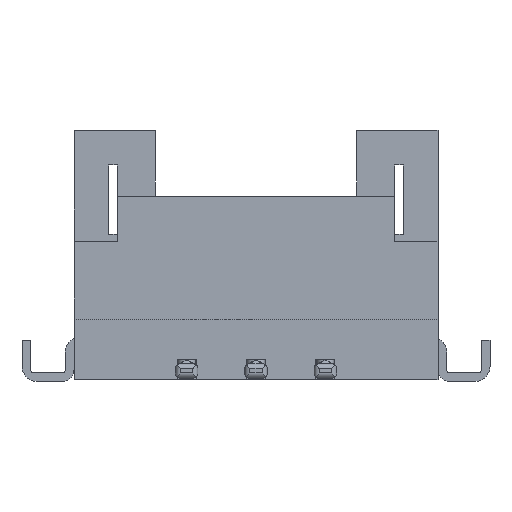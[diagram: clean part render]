
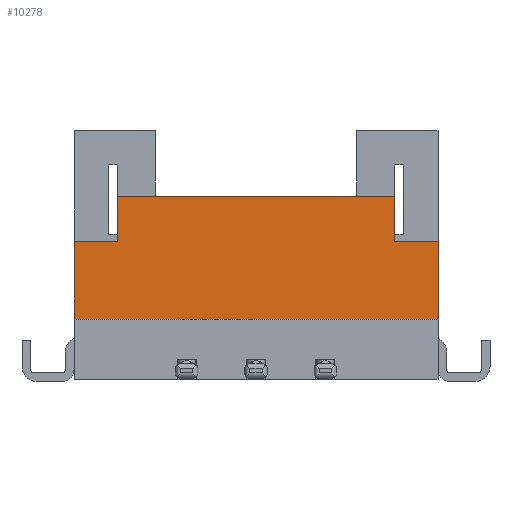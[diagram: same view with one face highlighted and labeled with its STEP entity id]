
A CAD part, front view. The second image highlights one B-rep face of the part: STEP entity #10278.
In plain terms, the highlighted planar face has unit normal (0, -1, 0).
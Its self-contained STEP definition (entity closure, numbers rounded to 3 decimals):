
#6592 = PLANE('',#6593);
#6593 = AXIS2_PLACEMENT_3D('',#6594,#6595,#6596);
#6594 = CARTESIAN_POINT('',(-5.25,-3.1,5.3));
#6595 = DIRECTION('',(1.,0.,0.));
#6596 = DIRECTION('',(0.,1.,0.));
#6930 = PLANE('',#6931);
#6931 = AXIS2_PLACEMENT_3D('',#6932,#6933,#6934);
#6932 = CARTESIAN_POINT('',(5.25,-3.1,5.3));
#6933 = DIRECTION('',(1.,0.,0.));
#6934 = DIRECTION('',(0.,1.,0.));
#7335 = PLANE('',#7336);
#7336 = AXIS2_PLACEMENT_3D('',#7337,#7338,#7339);
#7337 = CARTESIAN_POINT('',(-4.25,2.1,4.));
#7338 = DIRECTION('',(0.,0.,1.));
#7339 = DIRECTION('',(1.,0.,0.));
#7360 = VERTEX_POINT('',#7361);
#7361 = CARTESIAN_POINT('',(-5.25,-3.1,4.));
#7382 = EDGE_CURVE('',#7383,#7360,#7385,.T.);
#7383 = VERTEX_POINT('',#7384);
#7384 = CARTESIAN_POINT('',(-4.,-3.1,4.));
#7385 = SURFACE_CURVE('',#7386,(#7390,#7397),.PCURVE_S1.);
#7386 = LINE('',#7387,#7388);
#7387 = CARTESIAN_POINT('',(5.609,-3.1,4.));
#7388 = VECTOR('',#7389,1.);
#7389 = DIRECTION('',(-1.,-0.,0.));
#7390 = PCURVE('',#7335,#7391);
#7391 = DEFINITIONAL_REPRESENTATION('',(#7392),#7396);
#7392 = LINE('',#7393,#7394);
#7393 = CARTESIAN_POINT('',(9.859,-5.2));
#7394 = VECTOR('',#7395,1.);
#7395 = DIRECTION('',(-1.,-0.));
#7396 = ( GEOMETRIC_REPRESENTATION_CONTEXT(2) 
PARAMETRIC_REPRESENTATION_CONTEXT() REPRESENTATION_CONTEXT('2D SPACE',''
  ) );
#7397 = PCURVE('',#7398,#7403);
#7398 = PLANE('',#7399);
#7399 = AXIS2_PLACEMENT_3D('',#7400,#7401,#7402);
#7400 = CARTESIAN_POINT('',(-9.25,-3.1,5.3));
#7401 = DIRECTION('',(0.,-1.,0.));
#7402 = DIRECTION('',(1.,0.,0.));
#7403 = DEFINITIONAL_REPRESENTATION('',(#7404),#7408);
#7404 = LINE('',#7405,#7406);
#7405 = CARTESIAN_POINT('',(14.859,-1.3));
#7406 = VECTOR('',#7407,1.);
#7407 = DIRECTION('',(-1.,-0.));
#7408 = ( GEOMETRIC_REPRESENTATION_CONTEXT(2) 
PARAMETRIC_REPRESENTATION_CONTEXT() REPRESENTATION_CONTEXT('2D SPACE',''
  ) );
#7424 = PLANE('',#7425);
#7425 = AXIS2_PLACEMENT_3D('',#7426,#7427,#7428);
#7426 = CARTESIAN_POINT('',(-4.,3.72,4.2));
#7427 = DIRECTION('',(-1.,-0.,0.));
#7428 = DIRECTION('',(0.,0.,1.));
#7487 = VERTEX_POINT('',#7488);
#7488 = CARTESIAN_POINT('',(-5.25,-3.1,1.75));
#7502 = PLANE('',#7503);
#7503 = AXIS2_PLACEMENT_3D('',#7504,#7505,#7506);
#7504 = CARTESIAN_POINT('',(8.103,-2.464,1.75));
#7505 = DIRECTION('',(0.,0.,1.));
#7506 = DIRECTION('',(-1.,0.,-0.));
#7514 = EDGE_CURVE('',#7360,#7487,#7515,.T.);
#7515 = SURFACE_CURVE('',#7516,(#7520,#7527),.PCURVE_S1.);
#7516 = LINE('',#7517,#7518);
#7517 = CARTESIAN_POINT('',(-5.25,-3.1,5.3));
#7518 = VECTOR('',#7519,1.);
#7519 = DIRECTION('',(0.,0.,-1.));
#7520 = PCURVE('',#6592,#7521);
#7521 = DEFINITIONAL_REPRESENTATION('',(#7522),#7526);
#7522 = LINE('',#7523,#7524);
#7523 = CARTESIAN_POINT('',(0.,0.));
#7524 = VECTOR('',#7525,1.);
#7525 = DIRECTION('',(0.,-1.));
#7526 = ( GEOMETRIC_REPRESENTATION_CONTEXT(2) 
PARAMETRIC_REPRESENTATION_CONTEXT() REPRESENTATION_CONTEXT('2D SPACE',''
  ) );
#7527 = PCURVE('',#7398,#7528);
#7528 = DEFINITIONAL_REPRESENTATION('',(#7529),#7533);
#7529 = LINE('',#7530,#7531);
#7530 = CARTESIAN_POINT('',(4.,0.));
#7531 = VECTOR('',#7532,1.);
#7532 = DIRECTION('',(0.,-1.));
#7533 = ( GEOMETRIC_REPRESENTATION_CONTEXT(2) 
PARAMETRIC_REPRESENTATION_CONTEXT() REPRESENTATION_CONTEXT('2D SPACE',''
  ) );
#8498 = EDGE_CURVE('',#7487,#8499,#8501,.T.);
#8499 = VERTEX_POINT('',#8500);
#8500 = CARTESIAN_POINT('',(5.25,-3.1,1.75));
#8501 = SURFACE_CURVE('',#8502,(#8506,#8513),.PCURVE_S1.);
#8502 = LINE('',#8503,#8504);
#8503 = CARTESIAN_POINT('',(7.609,-3.1,1.75));
#8504 = VECTOR('',#8505,1.);
#8505 = DIRECTION('',(1.,0.,0.));
#8506 = PCURVE('',#7502,#8507);
#8507 = DEFINITIONAL_REPRESENTATION('',(#8508),#8512);
#8508 = LINE('',#8509,#8510);
#8509 = CARTESIAN_POINT('',(0.494,0.636));
#8510 = VECTOR('',#8511,1.);
#8511 = DIRECTION('',(-1.,0.));
#8512 = ( GEOMETRIC_REPRESENTATION_CONTEXT(2) 
PARAMETRIC_REPRESENTATION_CONTEXT() REPRESENTATION_CONTEXT('2D SPACE',''
  ) );
#8513 = PCURVE('',#7398,#8514);
#8514 = DEFINITIONAL_REPRESENTATION('',(#8515),#8519);
#8515 = LINE('',#8516,#8517);
#8516 = CARTESIAN_POINT('',(16.859,-3.55));
#8517 = VECTOR('',#8518,1.);
#8518 = DIRECTION('',(1.,0.));
#8519 = ( GEOMETRIC_REPRESENTATION_CONTEXT(2) 
PARAMETRIC_REPRESENTATION_CONTEXT() REPRESENTATION_CONTEXT('2D SPACE',''
  ) );
#8641 = EDGE_CURVE('',#8642,#7383,#8644,.T.);
#8642 = VERTEX_POINT('',#8643);
#8643 = CARTESIAN_POINT('',(-4.,-3.1,5.3));
#8644 = SURFACE_CURVE('',#8645,(#8649,#8656),.PCURVE_S1.);
#8645 = LINE('',#8646,#8647);
#8646 = CARTESIAN_POINT('',(-4.,-3.1,5.3));
#8647 = VECTOR('',#8648,1.);
#8648 = DIRECTION('',(0.,0.,-1.));
#8649 = PCURVE('',#7424,#8650);
#8650 = DEFINITIONAL_REPRESENTATION('',(#8651),#8655);
#8651 = LINE('',#8652,#8653);
#8652 = CARTESIAN_POINT('',(1.1,-6.82));
#8653 = VECTOR('',#8654,1.);
#8654 = DIRECTION('',(-1.,0.));
#8655 = ( GEOMETRIC_REPRESENTATION_CONTEXT(2) 
PARAMETRIC_REPRESENTATION_CONTEXT() REPRESENTATION_CONTEXT('2D SPACE',''
  ) );
#8656 = PCURVE('',#7398,#8657);
#8657 = DEFINITIONAL_REPRESENTATION('',(#8658),#8662);
#8658 = LINE('',#8659,#8660);
#8659 = CARTESIAN_POINT('',(5.25,0.));
#8660 = VECTOR('',#8661,1.);
#8661 = DIRECTION('',(0.,-1.));
#8662 = ( GEOMETRIC_REPRESENTATION_CONTEXT(2) 
PARAMETRIC_REPRESENTATION_CONTEXT() REPRESENTATION_CONTEXT('2D SPACE',''
  ) );
#8680 = PLANE('',#8681);
#8681 = AXIS2_PLACEMENT_3D('',#8682,#8683,#8684);
#8682 = CARTESIAN_POINT('',(11.6,-2.1,5.3));
#8683 = DIRECTION('',(0.,0.,1.));
#8684 = DIRECTION('',(-1.,0.,0.));
#10055 = PLANE('',#10056);
#10056 = AXIS2_PLACEMENT_3D('',#10057,#10058,#10059);
#10057 = CARTESIAN_POINT('',(4.,3.72,4.2));
#10058 = DIRECTION('',(-1.,-0.,0.));
#10059 = DIRECTION('',(0.,0.,1.));
#10278 = ADVANCED_FACE('',(#10279),#7398,.T.);
#10279 = FACE_BOUND('',#10280,.T.);
#10280 = EDGE_LOOP('',(#10281,#10304,#10305,#10306,#10307,#10308,#10331,
    #10359));
#10281 = ORIENTED_EDGE('',*,*,#10282,.F.);
#10282 = EDGE_CURVE('',#8642,#10283,#10285,.T.);
#10283 = VERTEX_POINT('',#10284);
#10284 = CARTESIAN_POINT('',(4.,-3.1,5.3));
#10285 = SURFACE_CURVE('',#10286,(#10290,#10297),.PCURVE_S1.);
#10286 = LINE('',#10287,#10288);
#10287 = CARTESIAN_POINT('',(-15.25,-3.1,5.3));
#10288 = VECTOR('',#10289,1.);
#10289 = DIRECTION('',(1.,0.,0.));
#10290 = PCURVE('',#7398,#10291);
#10291 = DEFINITIONAL_REPRESENTATION('',(#10292),#10296);
#10292 = LINE('',#10293,#10294);
#10293 = CARTESIAN_POINT('',(-6.,0.));
#10294 = VECTOR('',#10295,1.);
#10295 = DIRECTION('',(1.,0.));
#10296 = ( GEOMETRIC_REPRESENTATION_CONTEXT(2) 
PARAMETRIC_REPRESENTATION_CONTEXT() REPRESENTATION_CONTEXT('2D SPACE',''
  ) );
#10297 = PCURVE('',#8680,#10298);
#10298 = DEFINITIONAL_REPRESENTATION('',(#10299),#10303);
#10299 = LINE('',#10300,#10301);
#10300 = CARTESIAN_POINT('',(26.85,1.));
#10301 = VECTOR('',#10302,1.);
#10302 = DIRECTION('',(-1.,0.));
#10303 = ( GEOMETRIC_REPRESENTATION_CONTEXT(2) 
PARAMETRIC_REPRESENTATION_CONTEXT() REPRESENTATION_CONTEXT('2D SPACE',''
  ) );
#10304 = ORIENTED_EDGE('',*,*,#8641,.T.);
#10305 = ORIENTED_EDGE('',*,*,#7382,.T.);
#10306 = ORIENTED_EDGE('',*,*,#7514,.T.);
#10307 = ORIENTED_EDGE('',*,*,#8498,.T.);
#10308 = ORIENTED_EDGE('',*,*,#10309,.F.);
#10309 = EDGE_CURVE('',#10310,#8499,#10312,.T.);
#10310 = VERTEX_POINT('',#10311);
#10311 = CARTESIAN_POINT('',(5.25,-3.1,4.));
#10312 = SURFACE_CURVE('',#10313,(#10317,#10324),.PCURVE_S1.);
#10313 = LINE('',#10314,#10315);
#10314 = CARTESIAN_POINT('',(5.25,-3.1,5.3));
#10315 = VECTOR('',#10316,1.);
#10316 = DIRECTION('',(0.,0.,-1.));
#10317 = PCURVE('',#7398,#10318);
#10318 = DEFINITIONAL_REPRESENTATION('',(#10319),#10323);
#10319 = LINE('',#10320,#10321);
#10320 = CARTESIAN_POINT('',(14.5,0.));
#10321 = VECTOR('',#10322,1.);
#10322 = DIRECTION('',(0.,-1.));
#10323 = ( GEOMETRIC_REPRESENTATION_CONTEXT(2) 
PARAMETRIC_REPRESENTATION_CONTEXT() REPRESENTATION_CONTEXT('2D SPACE',''
  ) );
#10324 = PCURVE('',#6930,#10325);
#10325 = DEFINITIONAL_REPRESENTATION('',(#10326),#10330);
#10326 = LINE('',#10327,#10328);
#10327 = CARTESIAN_POINT('',(0.,0.));
#10328 = VECTOR('',#10329,1.);
#10329 = DIRECTION('',(0.,-1.));
#10330 = ( GEOMETRIC_REPRESENTATION_CONTEXT(2) 
PARAMETRIC_REPRESENTATION_CONTEXT() REPRESENTATION_CONTEXT('2D SPACE',''
  ) );
#10331 = ORIENTED_EDGE('',*,*,#10332,.F.);
#10332 = EDGE_CURVE('',#10333,#10310,#10335,.T.);
#10333 = VERTEX_POINT('',#10334);
#10334 = CARTESIAN_POINT('',(4.,-3.1,4.));
#10335 = SURFACE_CURVE('',#10336,(#10340,#10347),.PCURVE_S1.);
#10336 = LINE('',#10337,#10338);
#10337 = CARTESIAN_POINT('',(-5.609,-3.1,4.));
#10338 = VECTOR('',#10339,1.);
#10339 = DIRECTION('',(1.,0.,0.));
#10340 = PCURVE('',#7398,#10341);
#10341 = DEFINITIONAL_REPRESENTATION('',(#10342),#10346);
#10342 = LINE('',#10343,#10344);
#10343 = CARTESIAN_POINT('',(3.641,-1.3));
#10344 = VECTOR('',#10345,1.);
#10345 = DIRECTION('',(1.,0.));
#10346 = ( GEOMETRIC_REPRESENTATION_CONTEXT(2) 
PARAMETRIC_REPRESENTATION_CONTEXT() REPRESENTATION_CONTEXT('2D SPACE',''
  ) );
#10347 = PCURVE('',#10348,#10353);
#10348 = PLANE('',#10349);
#10349 = AXIS2_PLACEMENT_3D('',#10350,#10351,#10352);
#10350 = CARTESIAN_POINT('',(4.25,2.1,4.));
#10351 = DIRECTION('',(0.,0.,-1.));
#10352 = DIRECTION('',(-1.,-0.,0.));
#10353 = DEFINITIONAL_REPRESENTATION('',(#10354),#10358);
#10354 = LINE('',#10355,#10356);
#10355 = CARTESIAN_POINT('',(9.859,-5.2));
#10356 = VECTOR('',#10357,1.);
#10357 = DIRECTION('',(-1.,0.));
#10358 = ( GEOMETRIC_REPRESENTATION_CONTEXT(2) 
PARAMETRIC_REPRESENTATION_CONTEXT() REPRESENTATION_CONTEXT('2D SPACE',''
  ) );
#10359 = ORIENTED_EDGE('',*,*,#10360,.F.);
#10360 = EDGE_CURVE('',#10283,#10333,#10361,.T.);
#10361 = SURFACE_CURVE('',#10362,(#10366,#10373),.PCURVE_S1.);
#10362 = LINE('',#10363,#10364);
#10363 = CARTESIAN_POINT('',(4.,-3.1,5.3));
#10364 = VECTOR('',#10365,1.);
#10365 = DIRECTION('',(0.,0.,-1.));
#10366 = PCURVE('',#7398,#10367);
#10367 = DEFINITIONAL_REPRESENTATION('',(#10368),#10372);
#10368 = LINE('',#10369,#10370);
#10369 = CARTESIAN_POINT('',(13.25,0.));
#10370 = VECTOR('',#10371,1.);
#10371 = DIRECTION('',(0.,-1.));
#10372 = ( GEOMETRIC_REPRESENTATION_CONTEXT(2) 
PARAMETRIC_REPRESENTATION_CONTEXT() REPRESENTATION_CONTEXT('2D SPACE',''
  ) );
#10373 = PCURVE('',#10055,#10374);
#10374 = DEFINITIONAL_REPRESENTATION('',(#10375),#10379);
#10375 = LINE('',#10376,#10377);
#10376 = CARTESIAN_POINT('',(1.1,-6.82));
#10377 = VECTOR('',#10378,1.);
#10378 = DIRECTION('',(-1.,-0.));
#10379 = ( GEOMETRIC_REPRESENTATION_CONTEXT(2) 
PARAMETRIC_REPRESENTATION_CONTEXT() REPRESENTATION_CONTEXT('2D SPACE',''
  ) );
